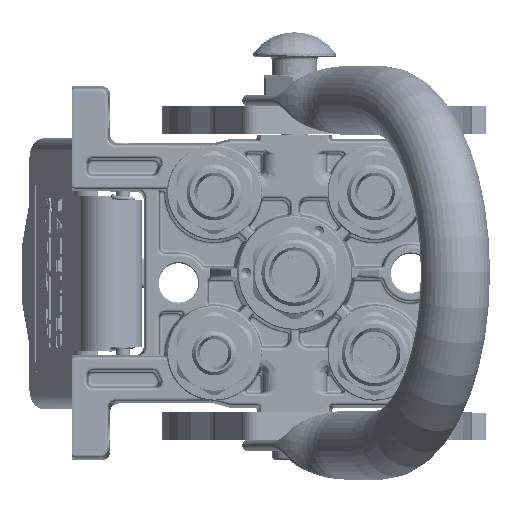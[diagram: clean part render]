
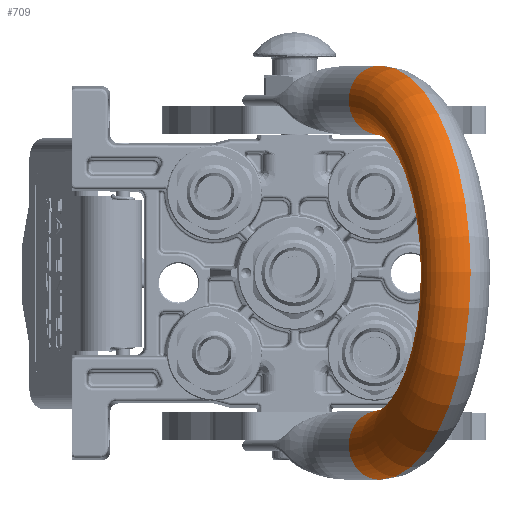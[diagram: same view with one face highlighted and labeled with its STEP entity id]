
A CAD part, top view. The second image highlights one B-rep face of the part: STEP entity #709.
In plain terms, the highlighted toroidal (fillet/blend) face has major radius 62.25 mm and minor radius 12.5 mm.
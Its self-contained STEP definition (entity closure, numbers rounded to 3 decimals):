
#709 = ADVANCED_FACE ( 'NONE', ( #192013 ), #208223, .T. ) ;
#4868 = CARTESIAN_POINT ( 'NONE',  ( -74.75, 0., 25.25 ) ) ;
#15616 = CARTESIAN_POINT ( 'NONE',  ( -49.75, 0., 25.25 ) ) ;
#18823 = AXIS2_PLACEMENT_3D ( 'NONE', #101587, #120406, #85742 ) ;
#22022 = EDGE_CURVE ( 'NONE', #58049, #175513, #39973, .T. ) ;
#34119 = CARTESIAN_POINT ( 'NONE',  ( 49.75, 0., 25.25 ) ) ;
#34669 = VERTEX_POINT ( 'NONE', #48101 ) ;
#39126 = ORIENTED_EDGE ( 'NONE', *, *, #22022, .T. ) ;
#39973 = CIRCLE ( 'NONE', #212353, 49.75 ) ;
#48098 = ORIENTED_EDGE ( 'NONE', *, *, #183448, .T. ) ;
#48101 = CARTESIAN_POINT ( 'NONE',  ( 74.75, 0., 25.25 ) ) ;
#48602 = DIRECTION ( 'NONE',  ( -1., 0., 0. ) ) ;
#55226 = DIRECTION ( 'NONE',  ( -1., 0., 0. ) ) ;
#58049 = VERTEX_POINT ( 'NONE', #15616 ) ;
#61216 = DIRECTION ( 'NONE',  ( 1., 0., 0. ) ) ;
#62134 = ORIENTED_EDGE ( 'NONE', *, *, #195347, .F. ) ;
#65201 = CARTESIAN_POINT ( 'NONE',  ( 0., 0., 25.25 ) ) ;
#65394 = CIRCLE ( 'NONE', #175877, 74.75 ) ;
#66336 = CIRCLE ( 'NONE', #70808, 12.5 ) ;
#70288 = AXIS2_PLACEMENT_3D ( 'NONE', #114119, #219662, #97594 ) ;
#70808 = AXIS2_PLACEMENT_3D ( 'NONE', #164456, #214198, #61216 ) ;
#85742 = DIRECTION ( 'NONE',  ( 1., 0., 0. ) ) ;
#90026 = EDGE_LOOP ( 'NONE', ( #39126, #140929, #62134, #48098 ) ) ;
#97594 = DIRECTION ( 'NONE',  ( -1., 0., 0. ) ) ;
#99102 = DIRECTION ( 'NONE',  ( 0., 1., 0. ) ) ;
#101587 = CARTESIAN_POINT ( 'NONE',  ( 0., 0., 25.25 ) ) ;
#106494 = DIRECTION ( 'NONE',  ( 0., 1., 0. ) ) ;
#114119 = CARTESIAN_POINT ( 'NONE',  ( -62.25, 0., 25.25 ) ) ;
#120406 = DIRECTION ( 'NONE',  ( 0., 1., 0. ) ) ;
#124447 = EDGE_CURVE ( 'NONE', #34669, #175513, #66336, .T. ) ;
#139380 = CIRCLE ( 'NONE', #70288, 12.5 ) ;
#140421 = CARTESIAN_POINT ( 'NONE',  ( 0., 0., 25.25 ) ) ;
#140929 = ORIENTED_EDGE ( 'NONE', *, *, #124447, .F. ) ;
#164456 = CARTESIAN_POINT ( 'NONE',  ( 62.25, 0., 25.25 ) ) ;
#175513 = VERTEX_POINT ( 'NONE', #34119 ) ;
#175877 = AXIS2_PLACEMENT_3D ( 'NONE', #65201, #99102, #48602 ) ;
#183448 = EDGE_CURVE ( 'NONE', #221349, #58049, #139380, .T. ) ;
#192013 = FACE_OUTER_BOUND ( 'NONE', #90026, .T. ) ;
#195347 = EDGE_CURVE ( 'NONE', #221349, #34669, #65394, .T. ) ;
#208223 = TOROIDAL_SURFACE ( 'NONE', #18823, 62.25, 12.5 ) ;
#212353 = AXIS2_PLACEMENT_3D ( 'NONE', #140421, #106494, #55226 ) ;
#214198 = DIRECTION ( 'NONE',  ( 0., 0., -1. ) ) ;
#219662 = DIRECTION ( 'NONE',  ( 0., 0., 1. ) ) ;
#221349 = VERTEX_POINT ( 'NONE', #4868 ) ;
